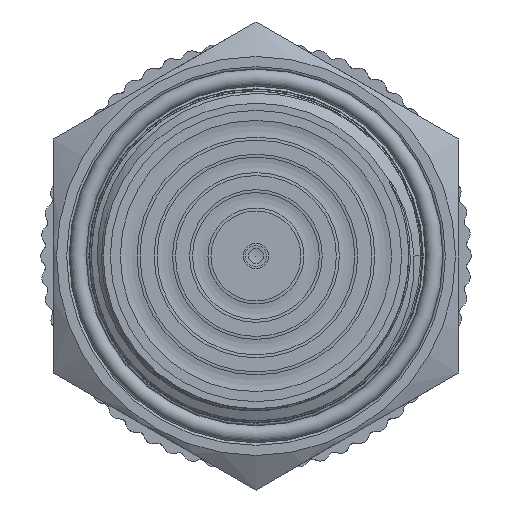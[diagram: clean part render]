
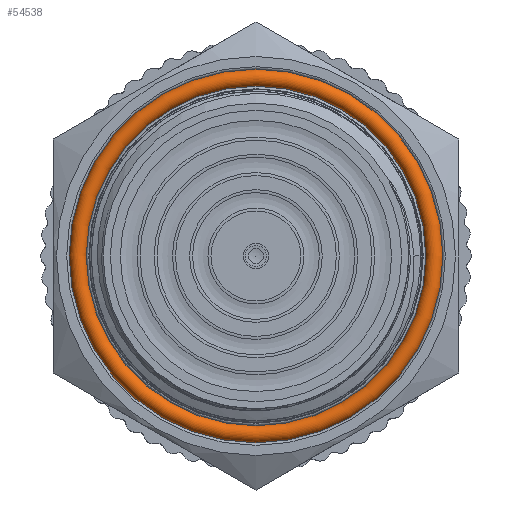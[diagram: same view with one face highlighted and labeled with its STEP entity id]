
A CAD part, left-side view. The second image highlights one B-rep face of the part: STEP entity #54538.
In plain terms, the highlighted toroidal (fillet/blend) face has major radius 14.075 mm and minor radius 0.675 mm.
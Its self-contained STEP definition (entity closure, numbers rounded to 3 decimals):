
#1639=TOROIDAL_SURFACE('',#58873,14.075,0.675);
#5982=FACE_OUTER_BOUND('',#8888,.T.);
#8888=EDGE_LOOP('',(#50894,#50895,#50896,#50897));
#9875=CIRCLE('',#58874,0.675);
#9876=CIRCLE('',#58875,13.4);
#26078=VERTEX_POINT('',#129151);
#34350=EDGE_CURVE('',#26078,#26078,#9875,.T.);
#34351=EDGE_CURVE('',#26078,#26078,#9876,.T.);
#50894=ORIENTED_EDGE('',*,*,#34350,.F.);
#50895=ORIENTED_EDGE('',*,*,#34351,.T.);
#50896=ORIENTED_EDGE('',*,*,#34350,.T.);
#50897=ORIENTED_EDGE('',*,*,#34351,.F.);
#54538=ADVANCED_FACE('',(#5982),#1639,.T.);
#58873=AXIS2_PLACEMENT_3D('',#129150,#71752,#71753);
#58874=AXIS2_PLACEMENT_3D('',#129152,#71754,#71755);
#58875=AXIS2_PLACEMENT_3D('',#129153,#71756,#71757);
#71752=DIRECTION('center_axis',(1.,0.,0.));
#71753=DIRECTION('ref_axis',(0.,0.,-1.));
#71754=DIRECTION('center_axis',(0.,-1.,0.));
#71755=DIRECTION('ref_axis',(0.,0.,1.));
#71756=DIRECTION('center_axis',(-1.,0.,0.));
#71757=DIRECTION('ref_axis',(0.,0.,-1.));
#129150=CARTESIAN_POINT('Origin',(17.2,0.,0.));
#129151=CARTESIAN_POINT('',(17.2,0.,13.4));
#129152=CARTESIAN_POINT('Origin',(17.2,0.,14.075));
#129153=CARTESIAN_POINT('Origin',(17.2,0.,0.));
